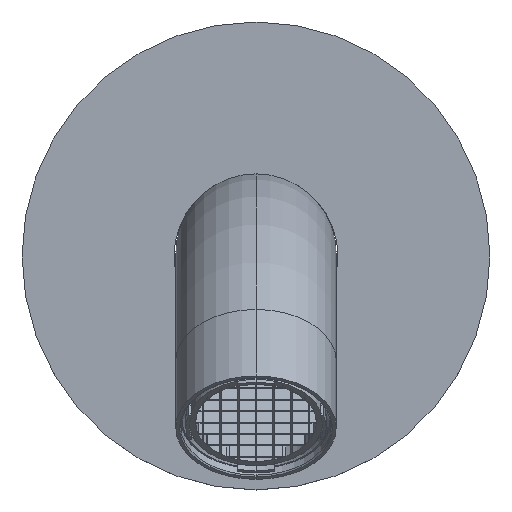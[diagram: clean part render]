
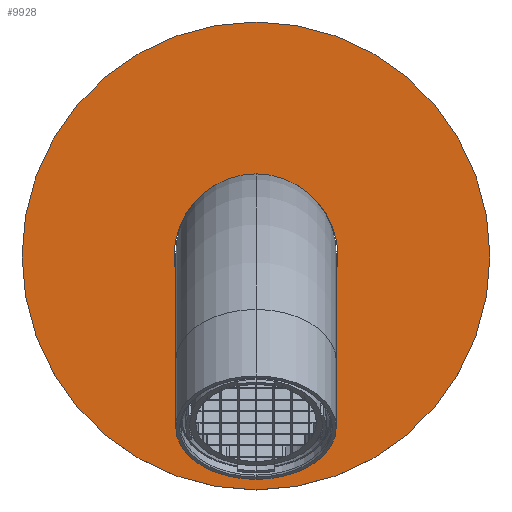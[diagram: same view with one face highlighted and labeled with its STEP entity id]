
A CAD part, top view. The second image highlights one B-rep face of the part: STEP entity #9928.
In plain terms, the highlighted face is planar.
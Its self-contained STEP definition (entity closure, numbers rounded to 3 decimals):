
#224 = DIRECTION ( 'NONE',  ( 1., 0., 0. ) ) ;
#239 = AXIS2_PLACEMENT_3D ( 'NONE', #2210, #10137, #6711 ) ;
#487 = ORIENTED_EDGE ( 'NONE', *, *, #625, .T. ) ;
#625 = EDGE_CURVE ( 'NONE', #5365, #1654, #10061, .T. ) ;
#673 = DIRECTION ( 'NONE',  ( 0., 0., 1. ) ) ;
#1654 = VERTEX_POINT ( 'NONE', #7107 ) ;
#1873 = AXIS2_PLACEMENT_3D ( 'NONE', #5391, #8877, #224 ) ;
#1978 = AXIS2_PLACEMENT_3D ( 'NONE', #5313, #673, #8800 ) ;
#1984 = ORIENTED_EDGE ( 'NONE', *, *, #8392, .F. ) ;
#2210 = CARTESIAN_POINT ( 'NONE',  ( 0., 0., 0. ) ) ;
#2504 = CARTESIAN_POINT ( 'NONE',  ( -35., 0., 0. ) ) ;
#2768 = PLANE ( 'NONE',  #6162 ) ;
#4351 = CARTESIAN_POINT ( 'NONE',  ( 12.25, 0., 0. ) ) ;
#4754 = DIRECTION ( 'NONE',  ( 1., 0., 0. ) ) ;
#5151 = CARTESIAN_POINT ( 'NONE',  ( 0., 0., 0. ) ) ;
#5313 = CARTESIAN_POINT ( 'NONE',  ( 0., 0., 0. ) ) ;
#5365 = VERTEX_POINT ( 'NONE', #4351 ) ;
#5391 = CARTESIAN_POINT ( 'NONE',  ( 0., 0., 0. ) ) ;
#5594 = CIRCLE ( 'NONE', #11260, 35. ) ;
#5619 = DIRECTION ( 'NONE',  ( 0., 0., 1. ) ) ;
#5839 = EDGE_LOOP ( 'NONE', ( #9438, #487 ) ) ;
#6066 = DIRECTION ( 'NONE',  ( 0., 0., 1. ) ) ;
#6162 = AXIS2_PLACEMENT_3D ( 'NONE', #9843, #5619, #4754 ) ;
#6711 = DIRECTION ( 'NONE',  ( 1., 0., 0. ) ) ;
#7107 = CARTESIAN_POINT ( 'NONE',  ( -12.25, 0., 0. ) ) ;
#7264 = FACE_OUTER_BOUND ( 'NONE', #8411, .T. ) ;
#7799 = EDGE_CURVE ( 'NONE', #1654, #5365, #10348, .T. ) ;
#8022 = DIRECTION ( 'NONE',  ( 1., 0., 0. ) ) ;
#8392 = EDGE_CURVE ( 'NONE', #10292, #8977, #11250, .T. ) ;
#8411 = EDGE_LOOP ( 'NONE', ( #1984, #10058 ) ) ;
#8722 = EDGE_CURVE ( 'NONE', #8977, #10292, #5594, .T. ) ;
#8800 = DIRECTION ( 'NONE',  ( 1., 0., 0. ) ) ;
#8877 = DIRECTION ( 'NONE',  ( 0., 0., 1. ) ) ;
#8977 = VERTEX_POINT ( 'NONE', #10926 ) ;
#9438 = ORIENTED_EDGE ( 'NONE', *, *, #7799, .T. ) ;
#9843 = CARTESIAN_POINT ( 'NONE',  ( 0., 0., 0. ) ) ;
#9928 = ADVANCED_FACE ( 'NONE', ( #10640, #7264 ), #2768, .F. ) ;
#10058 = ORIENTED_EDGE ( 'NONE', *, *, #8722, .F. ) ;
#10061 = CIRCLE ( 'NONE', #1978, 12.25 ) ;
#10137 = DIRECTION ( 'NONE',  ( 0., 0., 1. ) ) ;
#10292 = VERTEX_POINT ( 'NONE', #2504 ) ;
#10348 = CIRCLE ( 'NONE', #239, 12.25 ) ;
#10640 = FACE_BOUND ( 'NONE', #5839, .T. ) ;
#10926 = CARTESIAN_POINT ( 'NONE',  ( 35., 0., 0. ) ) ;
#11250 = CIRCLE ( 'NONE', #1873, 35. ) ;
#11260 = AXIS2_PLACEMENT_3D ( 'NONE', #5151, #6066, #8022 ) ;
